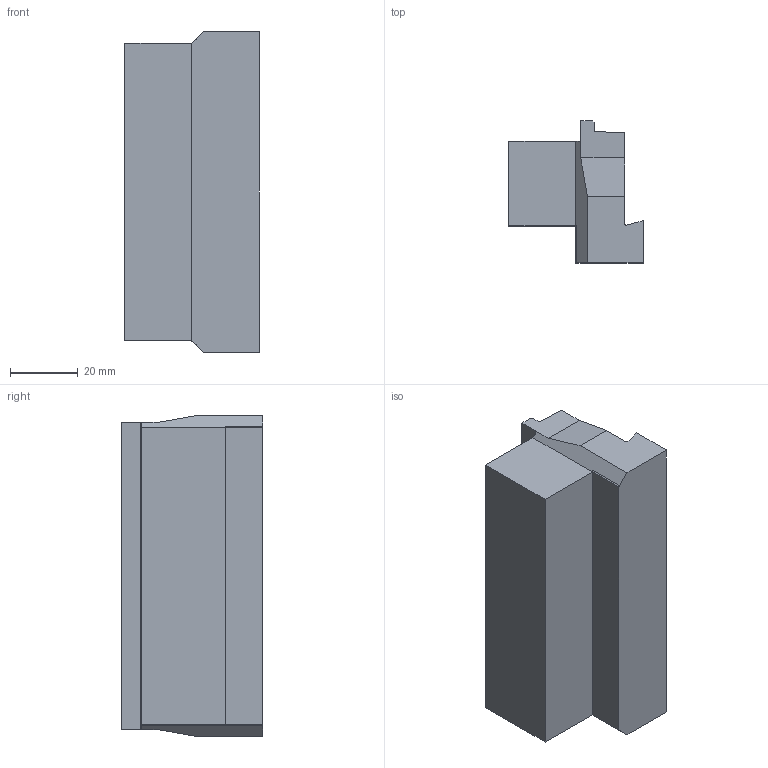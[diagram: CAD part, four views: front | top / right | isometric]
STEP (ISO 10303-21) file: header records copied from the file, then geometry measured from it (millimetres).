
FILE_DESCRIPTION(/* description */ (''),/* implementation_level */ '2;1');
FILE_NAME(/* name */ '150.10-2520-25JETI.stp',/* time_stamp */ '2017-12-27T14:38:22+05:00',/* author */ (''),/* organization */ (''),/* preprocessor_version */ 'ST-DEVELOPER v16',/* originating_system */ 'SIEMENS PLM Software NX 11.0',/* authorisation */ '');
FILE_SCHEMA (('AUTOMOTIVE_DESIGN { 1 0 10303 214 3 1 1 1 }'));
Length unit declared in the file: millimetre
Products named in the file (1): 150.10-2520-25JETI-new_stp_stp
Bounding box: 39.8 x 42 x 95 mm (x, y, z)
Volume: 102487.5 mm3; surface area: 17238.8 mm2
Topology: 1 solids, 1 shells, 29 faces, 77 edges, 50 vertices
Faces by surface type: plane 24, cylinder 5
Entity records: 1153 total; most frequent: CARTESIAN_POINT 161, DIRECTION 156, ORIENTED_EDGE 154, EDGE_CURVE 77, LINE 66, VECTOR 66, VERTEX_POINT 50, AXIS2_PLACEMENT_3D 45
